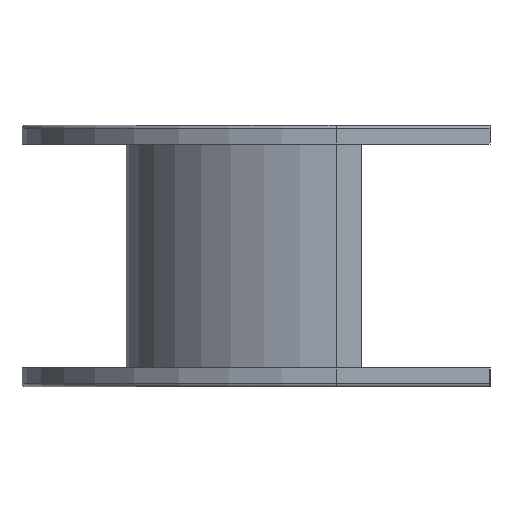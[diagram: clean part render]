
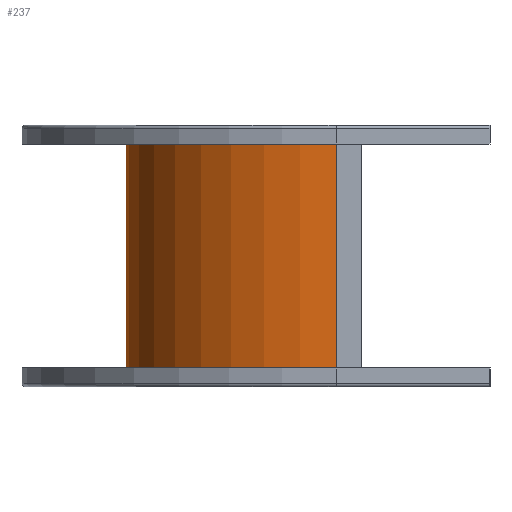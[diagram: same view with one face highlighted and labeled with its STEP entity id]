
A CAD part, front view. The second image highlights one B-rep face of the part: STEP entity #237.
In plain terms, the highlighted cylindrical face has radius 122.75 mm (diameter 245.5 mm), a partial arc.
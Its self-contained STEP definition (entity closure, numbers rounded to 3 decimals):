
#33=CARTESIAN_POINT('',(-15.,121.75,0.));
#34=DIRECTION('',(0.,0.,-1.));
#35=DIRECTION('',(0.,-1.,0.));
#36=AXIS2_PLACEMENT_3D('',#33,#34,#35);
#47=DIRECTION('',(0.,0.,-1.));
#48=VECTOR('',#47,151.5);
#49=CARTESIAN_POINT('',(-137.75,121.75,151.5));
#50=LINE('',#49,#48);
#51=DIRECTION('',(0.,0.,1.));
#52=VECTOR('',#51,151.5);
#53=CARTESIAN_POINT('',(-15.,-1.,0.));
#54=LINE('',#53,#52);
#71=CARTESIAN_POINT('',(-15.,121.75,151.5));
#72=DIRECTION('',(0.,0.,1.));
#73=DIRECTION('',(-1.,0.,0.));
#74=AXIS2_PLACEMENT_3D('',#71,#72,#73);
#117=CARTESIAN_POINT('',(-15.,-1.,151.5));
#119=VERTEX_POINT('',#117);
#127=CARTESIAN_POINT('',(-137.75,121.75,151.5));
#128=VERTEX_POINT('',#127);
#129=CARTESIAN_POINT('',(-137.75,121.75,0.));
#131=VERTEX_POINT('',#129);
#135=CARTESIAN_POINT('',(-15.,-1.,0.));
#136=VERTEX_POINT('',#135);
#223=CARTESIAN_POINT('',(-15.,121.75,151.5));
#224=DIRECTION('',(0.,0.,-1.));
#225=DIRECTION('',(-1.,0.,0.));
#226=AXIS2_PLACEMENT_3D('',#223,#224,#225);
#227=CYLINDRICAL_SURFACE('',#226,122.75);
#228=ORIENTED_EDGE('',*,*,#215,.T.);
#230=ORIENTED_EDGE('',*,*,#229,.F.);
#232=ORIENTED_EDGE('',*,*,#231,.T.);
#234=ORIENTED_EDGE('',*,*,#233,.F.);
#235=EDGE_LOOP('',(#228,#230,#232,#234));
#236=FACE_OUTER_BOUND('',#235,.F.);
#237=ADVANCED_FACE('',(#236),#227,.T.);
#37=CIRCLE('',#36,122.75);
#75=CIRCLE('',#74,122.75);
#215=EDGE_CURVE('',#136,#131,#37,.T.);
#229=EDGE_CURVE('',#128,#131,#50,.T.);
#231=EDGE_CURVE('',#128,#119,#75,.T.);
#233=EDGE_CURVE('',#136,#119,#54,.T.);
